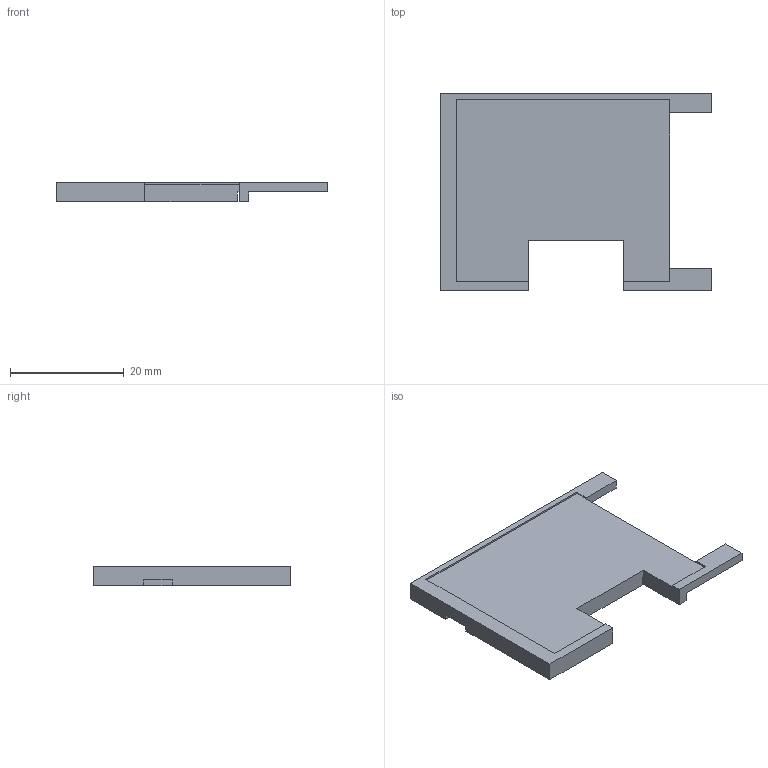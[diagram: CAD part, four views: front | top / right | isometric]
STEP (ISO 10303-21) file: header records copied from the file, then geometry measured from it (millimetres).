
FILE_DESCRIPTION(/* description */ (''),/* implementation_level */ '2;1');
FILE_NAME(/* name */ '3.stp',/* time_stamp */ '2020-09-05T16:45:46+08:00',/* author */ (''),/* organization */ (''),/* preprocessor_version */ 'ST-DEVELOPER v15.2',/* originating_system */ 'Autodesk Translator Framework v2.0.0.5431',/* authorisation */ '');
FILE_SCHEMA (('AUTOMOTIVE_DESIGN { 1 0 10303 214 3 1 1 }'));
Length unit declared in the file: centimetre
Products named in the file (1): 3
Bounding box: 47.8 x 34.8 x 3.35 mm (x, y, z)
Volume: 2759.5 mm3; surface area: 3377.2 mm2
Topology: 1 solids, 1 shells, 36 faces, 101 edges, 67 vertices
Faces by surface type: plane 35, cylinder 1
Full cylindrical faces by diameter (mm): 20 x1
Entity records: 1147 total; most frequent: CARTESIAN_POINT 202, ORIENTED_EDGE 198, DIRECTION 178, EDGE_CURVE 99, LINE 94, VECTOR 94, VERTEX_POINT 66, AXIS2_PLACEMENT_3D 42
